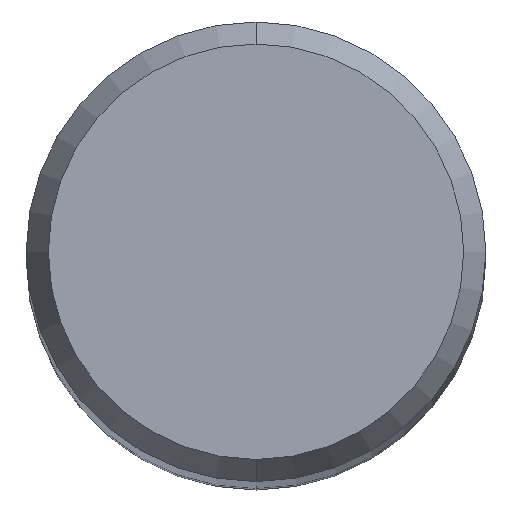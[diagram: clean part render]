
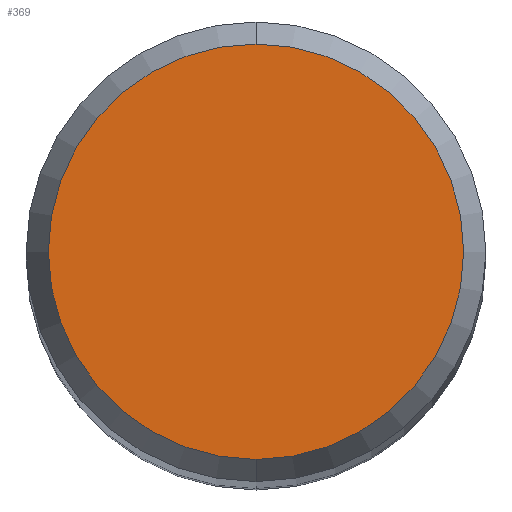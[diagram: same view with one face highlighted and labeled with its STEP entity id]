
A CAD part, top view. The second image highlights one B-rep face of the part: STEP entity #369.
In plain terms, the highlighted planar face has unit normal (0, 0, 1).
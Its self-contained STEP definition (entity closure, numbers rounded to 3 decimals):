
#211=EDGE_CURVE('',#265,#333,#480,.T.);
#265=VERTEX_POINT('',#542);
#333=VERTEX_POINT('',#618);
#369=ADVANCED_FACE('',(#657),#658,.T.);
#391=EDGE_CURVE('',#333,#265,#682,.T.);
#480=CIRCLE('',#830,2.152);
#542=CARTESIAN_POINT('',(0.0,2.152,0.));
#618=CARTESIAN_POINT('',(0.,-2.152,0.));
#657=FACE_OUTER_BOUND('',#1201,.T.);
#658=PLANE('',#1202);
#682=CIRCLE('',#1255,2.152);
#830=AXIS2_PLACEMENT_3D('',#1313,#1314,#1315);
#1201=EDGE_LOOP('',(#1526,#1527));
#1202=AXIS2_PLACEMENT_3D('',#1528,#1529,#1530);
#1255=AXIS2_PLACEMENT_3D('',#1562,#1563,#1564);
#1313=CARTESIAN_POINT('',(0.0,0.0,0.));
#1314=DIRECTION('',(0.0,0.0,-1.0));
#1315=DIRECTION('',(0.0,1.0,0.0));
#1526=ORIENTED_EDGE('',*,*,#211,.F.);
#1527=ORIENTED_EDGE('',*,*,#391,.F.);
#1528=CARTESIAN_POINT('',(0.0,1.076,0.));
#1529=DIRECTION('',(-0.0,0.0,1.0));
#1530=DIRECTION('',(0.0,-1.0,0.0));
#1562=CARTESIAN_POINT('',(0.0,0.0,0.));
#1563=DIRECTION('',(0.0,0.0,-1.0));
#1564=DIRECTION('',(0.0,1.0,0.0));
